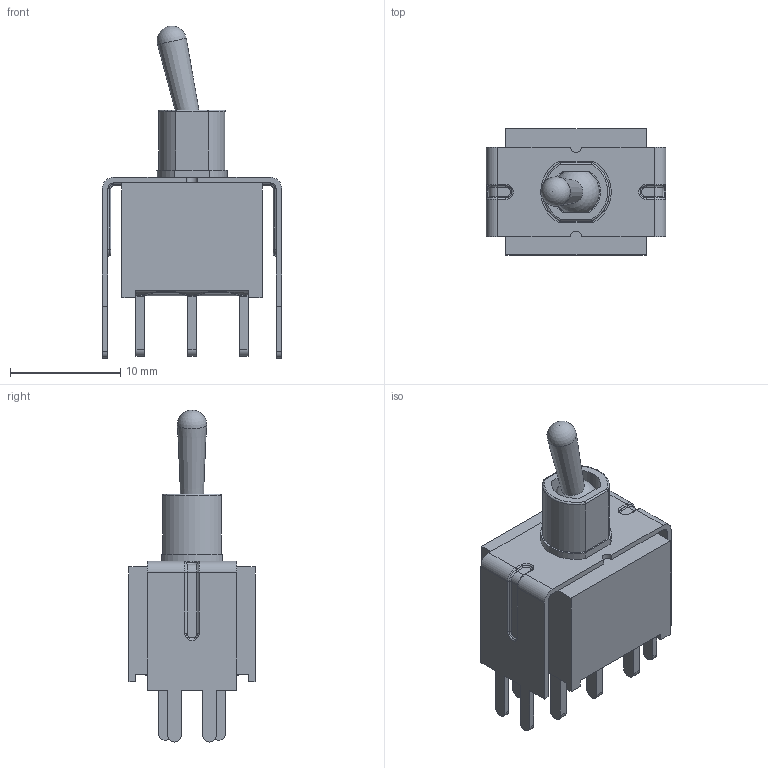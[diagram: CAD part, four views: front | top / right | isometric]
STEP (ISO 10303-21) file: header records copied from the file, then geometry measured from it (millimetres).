
FILE_DESCRIPTION(/* description */ (''),/* implementation_level */ '2;1');
FILE_NAME(/* name */ '100AWDPxT2B4VS2xE.stp',/* time_stamp */ '2026-01-17T18:10:56-06:00',/* author */ ('jmeyers'),/* organization */ (''),/* preprocessor_version */ 'ST-DEVELOPER v18.1',/* originating_system */ 'Autodesk Inventor 2022',/* authorisation */ '');
FILE_SCHEMA (('AUTOMOTIVE_DESIGN { 1 0 10303 214 3 1 1 }'));
Length unit declared in the file: inch
Products named in the file (1): Part39
Bounding box: 16.26 x 11.43 x 30.1 mm (x, y, z)
Volume: 1800.8 mm3; surface area: 1730.3 mm2
Topology: 1 solids, 1 shells, 269 faces, 717 edges, 452 vertices
Faces by surface type: plane 125, cylinder 87, torus 38, bspline 16, sphere 2, cone 1
Entity records: 9660 total; most frequent: CARTESIAN_POINT 3069, ORIENTED_EDGE 1422, DIRECTION 1299, EDGE_CURVE 711, VERTEX_POINT 452, AXIS2_PLACEMENT_3D 446, LINE 407, VECTOR 407
